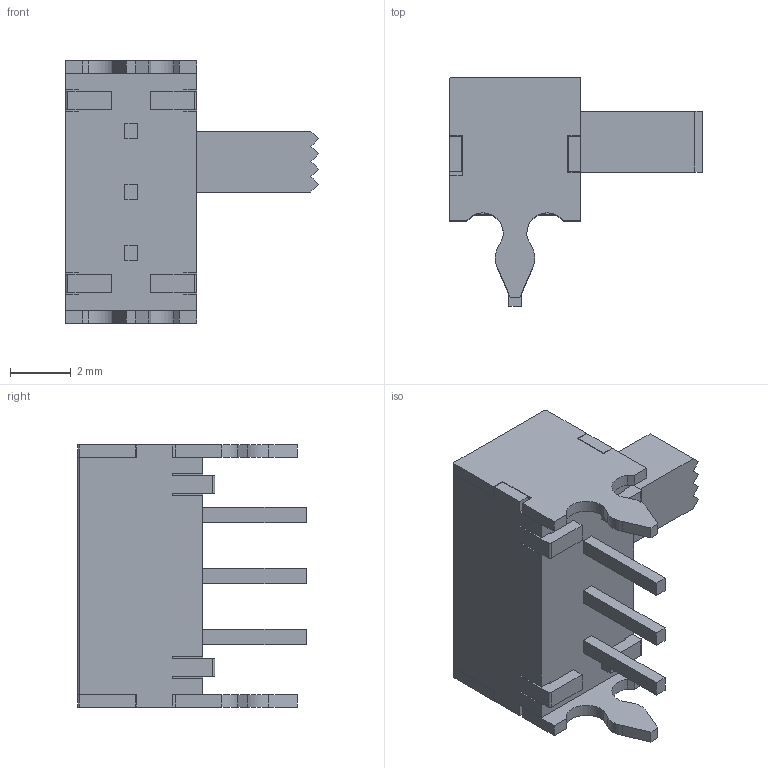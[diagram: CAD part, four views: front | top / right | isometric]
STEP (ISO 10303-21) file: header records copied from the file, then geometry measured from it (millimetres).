
FILE_DESCRIPTION((' '),'2;1');
FILE_NAME('EG1247.stp','2017-07-24T13:36:07',(' '),(' '),' ','ACIS',' ');
FILE_SCHEMA(('CONFIG_CONTROL_DESIGN'));
Length unit declared in the file: inch
Products named in the file (1): EG1247.stp
Bounding box: 8.3 x 7.5 x 8.6 mm (x, y, z)
Volume: 131.7 mm3; surface area: 460 mm2
Topology: 1 solids, 1 shells, 192 faces, 595 edges, 388 vertices
Faces by surface type: plane 172, cylinder 20
Entity records: 6648 total; most frequent: ORIENTED_EDGE 1190, CARTESIAN_POINT 1176, DIRECTION 1021, EDGE_CURVE 595, VECTOR 555, LINE 555, VERTEX_POINT 388, AXIS2_PLACEMENT_3D 233
